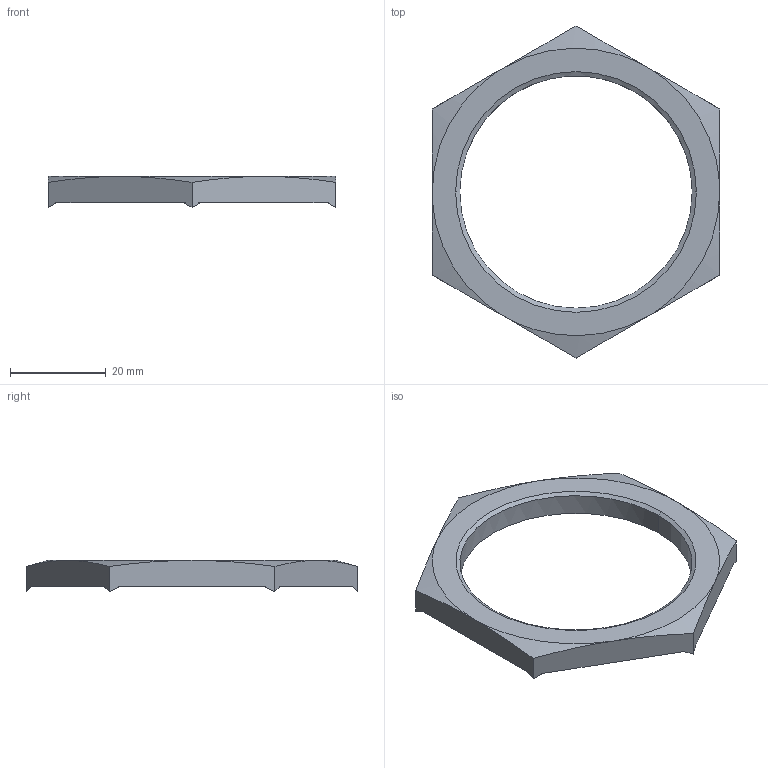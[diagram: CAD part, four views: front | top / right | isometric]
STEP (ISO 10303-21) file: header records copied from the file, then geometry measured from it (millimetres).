
FILE_DESCRIPTION(('CATIA V5R24 STEP','CAx-IF Rec.Pracs.--- Model Styling and Organization---1.2---2011-12-15'),'2;1');
FILE_NAME ('D1455972_0_1777670000_1777670000.stp','2018-01-19T10:29:38+00:00',('none'),('Weidmueller'),'CATIA Version 5-6 Release 2014 SP4 HF52','CATIA V5 STEP AP214','none');
FILE_SCHEMA(('AUTOMOTIVE_DESIGN { 1 0 10303 214 1 1 1 1 }'));
Length unit declared in the file: millimetre
Products named in the file (1): 1777670000_SKMU_EMV_M50
Bounding box: 60 x 69.28 x 6.5 mm (x, y, z)
Volume: 6812.7 mm3; surface area: 4348.1 mm2
Topology: 1 solids, 1 shells, 26 faces, 62 edges, 38 vertices
Faces by surface type: cone 16, plane 8, cylinder 2
Entity records: 962 total; most frequent: CARTESIAN_POINT 379, ORIENTED_EDGE 124, DIRECTION 77, EDGE_CURVE 62, VERTEX_POINT 38, B_SPLINE_CURVE_WITH_KNOTS 37, AXIS2_PLACEMENT_3D 34, EDGE_LOOP 28
